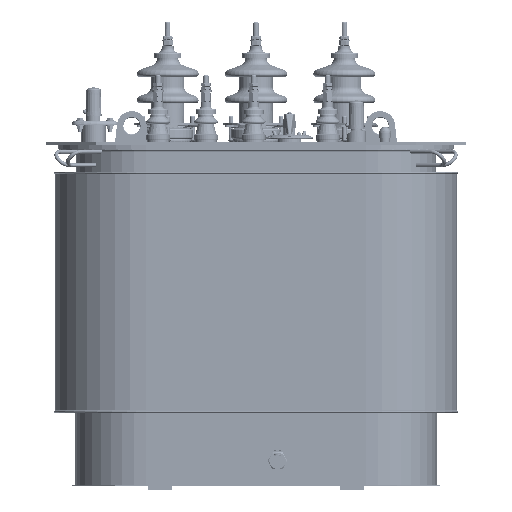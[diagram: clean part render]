
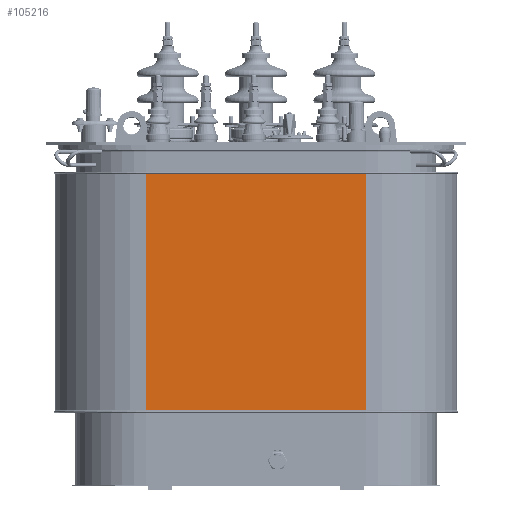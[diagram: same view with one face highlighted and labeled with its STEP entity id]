
A CAD part, front view. The second image highlights one B-rep face of the part: STEP entity #105216.
In plain terms, the highlighted planar face has unit normal (0, -1, 0).
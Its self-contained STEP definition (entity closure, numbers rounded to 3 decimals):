
#7165=LINE('',#226741,#12220);
#7166=LINE('',#226744,#12221);
#7167=LINE('',#226746,#12222);
#7168=LINE('',#226747,#12223);
#12220=VECTOR('',#141061,50.);
#12221=VECTOR('',#141064,46.);
#12222=VECTOR('',#141065,46.);
#12223=VECTOR('',#141066,50.);
#18856=PLANE('',#115514);
#26801=FACE_OUTER_BOUND('',#34751,.T.);
#34751=EDGE_LOOP('',(#90951,#90952,#90953,#90954));
#48778=VERTEX_POINT('',#226737);
#48779=VERTEX_POINT('',#226739);
#48780=VERTEX_POINT('',#226743);
#48781=VERTEX_POINT('',#226745);
#62807=EDGE_CURVE('',#48778,#48779,#7165,.T.);
#62808=EDGE_CURVE('',#48778,#48780,#7166,.T.);
#62809=EDGE_CURVE('',#48781,#48779,#7167,.T.);
#62810=EDGE_CURVE('',#48780,#48781,#7168,.T.);
#90951=ORIENTED_EDGE('',*,*,#62808,.F.);
#90952=ORIENTED_EDGE('',*,*,#62807,.T.);
#90953=ORIENTED_EDGE('',*,*,#62809,.F.);
#90954=ORIENTED_EDGE('',*,*,#62810,.F.);
#105216=ADVANCED_FACE('',(#26801),#18856,.T.);
#115514=AXIS2_PLACEMENT_3D('',#226742,#141062,#141063);
#141061=DIRECTION('',(0.,0.,1.));
#141062=DIRECTION('center_axis',(0.,-1.,0.));
#141063=DIRECTION('ref_axis',(1.,0.,0.));
#141064=DIRECTION('',(-1.,0.,0.));
#141065=DIRECTION('',(1.,0.,0.));
#141066=DIRECTION('',(0.,0.,1.));
#226737=CARTESIAN_POINT('',(23.,-19.1,15.6));
#226739=CARTESIAN_POINT('',(23.,-19.1,65.6));
#226741=CARTESIAN_POINT('',(23.,-19.1,15.6));
#226742=CARTESIAN_POINT('Origin',(-23.,-19.1,15.6));
#226743=CARTESIAN_POINT('',(-23.,-19.1,15.6));
#226744=CARTESIAN_POINT('',(23.,-19.1,15.6));
#226745=CARTESIAN_POINT('',(-23.,-19.1,65.6));
#226746=CARTESIAN_POINT('',(23.,-19.1,65.6));
#226747=CARTESIAN_POINT('',(-23.,-19.1,15.6));
